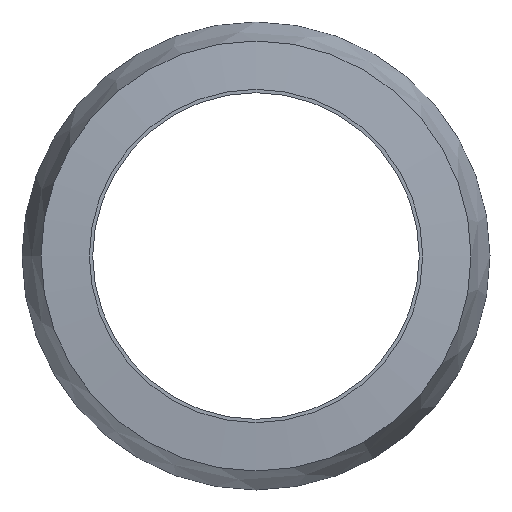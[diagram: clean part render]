
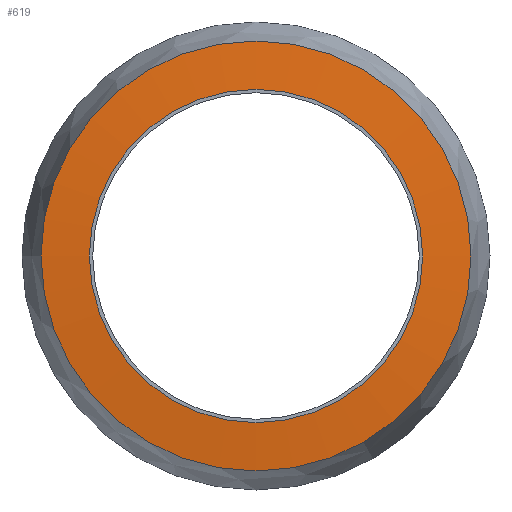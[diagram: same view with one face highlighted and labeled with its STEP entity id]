
A CAD part, left-side view. The second image highlights one B-rep face of the part: STEP entity #619.
In plain terms, the highlighted conical face has half-angle 85 degrees and reference radius 27.934 mm.
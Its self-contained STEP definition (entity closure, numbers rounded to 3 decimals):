
#585=CARTESIAN_POINT('',(-28.,24.4,0.0));
#586=VERTEX_POINT('',#585);
#587=CARTESIAN_POINT('',(-28.,0.0,0.0));
#588=DIRECTION('',(1.0,0.0,0.0));
#589=DIRECTION('',(0.0,1.0,0.0));
#590=AXIS2_PLACEMENT_3D('',#587,#588,#589);
#591=CIRCLE('',#590,24.4);
#592=EDGE_CURVE('',#586,#586,#591,.T.);
#600=CARTESIAN_POINT('',(-27.691,0.0,0.0));
#601=DIRECTION('',(1.0,0.0,0.0));
#602=DIRECTION('',(0.0,1.0,0.0));
#603=AXIS2_PLACEMENT_3D('',#600,#601,#602);
#604=CONICAL_SURFACE('',#603,27.934,85.);
#605=CARTESIAN_POINT('',(-27.382,31.468,0.0));
#606=VERTEX_POINT('',#605);
#607=CARTESIAN_POINT('',(-27.382,0.0,0.0));
#608=DIRECTION('',(1.0,0.0,0.0));
#609=DIRECTION('',(0.0,1.0,0.0));
#610=AXIS2_PLACEMENT_3D('',#607,#608,#609);
#611=CIRCLE('',#610,31.468);
#612=EDGE_CURVE('',#606,#606,#611,.T.);
#613=ORIENTED_EDGE('',*,*,#612,.F.);
#614=EDGE_LOOP('',(#613));
#615=FACE_OUTER_BOUND('',#614,.T.);
#616=ORIENTED_EDGE('',*,*,#592,.T.);
#617=EDGE_LOOP('',(#616));
#618=FACE_BOUND('',#617,.T.);
#619=ADVANCED_FACE('',(#615,#618),#604,.T.);
